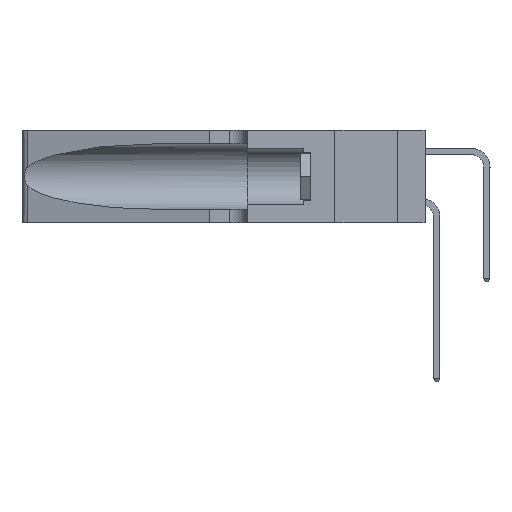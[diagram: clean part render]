
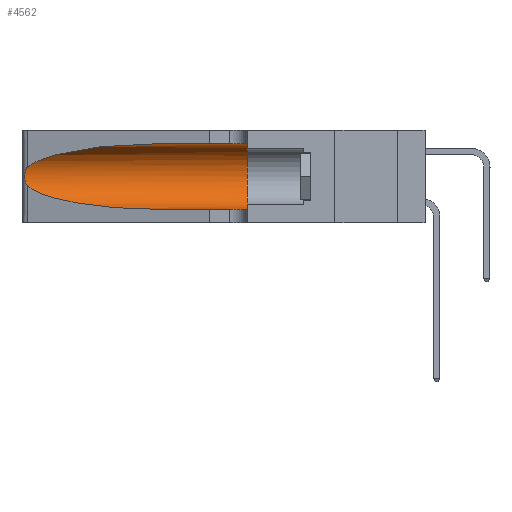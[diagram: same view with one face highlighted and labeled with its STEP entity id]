
A CAD part, left-side view. The second image highlights one B-rep face of the part: STEP entity #4562.
In plain terms, the highlighted cylindrical face has radius 3.308 mm (diameter 6.617 mm), a partial arc.
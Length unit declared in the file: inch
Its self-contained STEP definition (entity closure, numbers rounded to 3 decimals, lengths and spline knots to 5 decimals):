
#68 = CARTESIAN_POINT ( 'NONE',  ( 0.25487, 1.22718, 0.22369 ) ) ;
#74 = CARTESIAN_POINT ( 'NONE',  ( 0.1305, 0.72297, 0.31525 ) ) ;
#428 = EDGE_CURVE ( 'NONE', #19618, #7717, #12362, .T. ) ;
#474 = CARTESIAN_POINT ( 'NONE',  ( 0.2373, 1.15595, 0.28018 ) ) ;
#1171 = EDGE_CURVE ( 'NONE', #19618, #11017, #8248, .T. ) ;
#1211 = CARTESIAN_POINT ( 'NONE',  ( 0.2373, 1.15595, 0.08982 ) ) ;
#1600 = CARTESIAN_POINT ( 'NONE',  ( 0.25787, 1.23484, 0.2124 ) ) ;
#2301 = CARTESIAN_POINT ( 'NONE',  ( 0.18966, 0.96281, 0.31525 ) ) ;
#2434 = AXIS2_PLACEMENT_3D ( 'NONE', #16754, #16823, #6706 ) ;
#2930 = CARTESIAN_POINT ( 'NONE',  ( 0.1305, 0.72297, 0.05475 ) ) ;
#3300 = CARTESIAN_POINT ( 'NONE',  ( 0.26018, 1.23835, 0.19895 ) ) ;
#3382 = EDGE_CURVE ( 'NONE', #7717, #8658, #7793, .T. ) ;
#3434 = CARTESIAN_POINT ( 'NONE',  ( 0.25487, 1.22718, 0.22369 ) ) ;
#3775 =( BOUNDED_CURVE ( )  B_SPLINE_CURVE ( 3, ( #11418, #1211, #13133, #2930 ),
 .UNSPECIFIED., .F., .T. ) 
 B_SPLINE_CURVE_WITH_KNOTS ( ( 4, 4 ),
 ( 3.44316, 4.71239 ),
 .UNSPECIFIED. ) 
 CURVE ( )  GEOMETRIC_REPRESENTATION_ITEM ( )  RATIONAL_B_SPLINE_CURVE ( ( 1., 0.87, 0.87, 1. ) ) 
 REPRESENTATION_ITEM ( '' )  );
#3886 = CARTESIAN_POINT ( 'NONE',  ( 0.1305, 0.35, 0.05475 ) ) ;
#4272 = CARTESIAN_POINT ( 'NONE',  ( 0.25487, 1.22718, 0.14631 ) ) ;
#4562 = ADVANCED_FACE ( 'NONE', ( #7414 ), #10834, .F. ) ;
#4699 = ORIENTED_EDGE ( 'NONE', *, *, #428, .T. ) ;
#4764 = VECTOR ( 'NONE', #8047, 39.37008 ) ;
#5038 = CARTESIAN_POINT ( 'NONE',  ( 0.26075, 1.23896, 0.178 ) ) ;
#5050 = DIRECTION ( 'NONE',  ( 0., 1., 0. ) ) ;
#6317 = CARTESIAN_POINT ( 'NONE',  ( 0.1305, 1.61858, 0.05475 ) ) ;
#6706 = DIRECTION ( 'NONE',  ( 0., 0., -1. ) ) ;
#6792 = CARTESIAN_POINT ( 'NONE',  ( 0.25856, 1.23593, 0.16098 ) ) ;
#7025 = CARTESIAN_POINT ( 'NONE',  ( 0.1305, 0.72297, 0.31525 ) ) ;
#7180 = VECTOR ( 'NONE', #12748, 39.37008 ) ;
#7414 = FACE_OUTER_BOUND ( 'NONE', #8610, .T. ) ;
#7717 = VERTEX_POINT ( 'NONE', #3434 ) ;
#7793 = B_SPLINE_CURVE_WITH_KNOTS ( 'NONE', 3,
 ( #20171, #21844, #11781, #1600, #13497, #3300, #15180, #5038, #16839, #6792, #18545, #8487, #20248, #10185 ),
 .UNSPECIFIED., .F., .F.,
 ( 4, 2, 2, 2, 2, 2, 4 ),
 ( 0., 0.00027, 0.00053, 0.00107, 0.0016, 0.00187, 0.00214 ),
 .UNSPECIFIED. ) ;
#8047 = DIRECTION ( 'NONE',  ( 0., -1., 0. ) ) ;
#8052 = CARTESIAN_POINT ( 'NONE',  ( 0.1305, 0.35, 0.31525 ) ) ;
#8248 = LINE ( 'NONE', #11041, #7180 ) ;
#8487 = CARTESIAN_POINT ( 'NONE',  ( 0.25639, 1.23186, 0.15144 ) ) ;
#8610 = EDGE_LOOP ( 'NONE', ( #4699, #10197, #8932, #8951, #8966, #21042 ) ) ;
#8658 = VERTEX_POINT ( 'NONE', #4272 ) ;
#8932 = ORIENTED_EDGE ( 'NONE', *, *, #12298, .T. ) ;
#8951 = ORIENTED_EDGE ( 'NONE', *, *, #19936, .T. ) ;
#8966 = ORIENTED_EDGE ( 'NONE', *, *, #17652, .F. ) ;
#10185 = CARTESIAN_POINT ( 'NONE',  ( 0.25487, 1.22718, 0.14631 ) ) ;
#10197 = ORIENTED_EDGE ( 'NONE', *, *, #3382, .T. ) ;
#10834 = CYLINDRICAL_SURFACE ( 'NONE', #2434, 0.13025 ) ;
#11017 = VERTEX_POINT ( 'NONE', #8052 ) ;
#11041 = CARTESIAN_POINT ( 'NONE',  ( 0.1305, 1.61858, 0.31525 ) ) ;
#11418 = CARTESIAN_POINT ( 'NONE',  ( 0.25487, 1.22718, 0.14631 ) ) ;
#11781 = CARTESIAN_POINT ( 'NONE',  ( 0.25639, 1.23184, 0.21858 ) ) ;
#12164 = CARTESIAN_POINT ( 'NONE',  ( 0.1305, 0.72297, 0.05475 ) ) ;
#12298 = EDGE_CURVE ( 'NONE', #8658, #20920, #3775, .T. ) ;
#12362 =( BOUNDED_CURVE ( )  B_SPLINE_CURVE ( 3, ( #74, #2301, #474, #68 ),
 .UNSPECIFIED., .F., .T. ) 
 B_SPLINE_CURVE_WITH_KNOTS ( ( 4, 4 ),
 ( 1.5708, 2.84003 ),
 .UNSPECIFIED. ) 
 CURVE ( )  GEOMETRIC_REPRESENTATION_ITEM ( )  RATIONAL_B_SPLINE_CURVE ( ( 1., 0.87, 0.87, 1. ) ) 
 REPRESENTATION_ITEM ( '' )  );
#12580 = VERTEX_POINT ( 'NONE', #3886 ) ;
#12748 = DIRECTION ( 'NONE',  ( 0., -1., 0. ) ) ;
#13133 = CARTESIAN_POINT ( 'NONE',  ( 0.18966, 0.96281, 0.05475 ) ) ;
#13497 = CARTESIAN_POINT ( 'NONE',  ( 0.25854, 1.2359, 0.20912 ) ) ;
#14320 = AXIS2_PLACEMENT_3D ( 'NONE', #15192, #5050, #16848 ) ;
#15180 = CARTESIAN_POINT ( 'NONE',  ( 0.26075, 1.23896, 0.19203 ) ) ;
#15192 = CARTESIAN_POINT ( 'NONE',  ( 0.1305, 0.35, 0.185 ) ) ;
#16754 = CARTESIAN_POINT ( 'NONE',  ( 0.1305, 1.61858, 0.185 ) ) ;
#16823 = DIRECTION ( 'NONE',  ( 0., -1., 0. ) ) ;
#16839 = CARTESIAN_POINT ( 'NONE',  ( 0.26017, 1.23833, 0.17102 ) ) ;
#16848 = DIRECTION ( 'NONE',  ( 0., 0., 1. ) ) ;
#17652 = EDGE_CURVE ( 'NONE', #11017, #12580, #18059, .T. ) ;
#18059 = CIRCLE ( 'NONE', #14320, 0.13025 ) ;
#18258 = LINE ( 'NONE', #6317, #4764 ) ;
#18545 = CARTESIAN_POINT ( 'NONE',  ( 0.25789, 1.23486, 0.15765 ) ) ;
#19618 = VERTEX_POINT ( 'NONE', #7025 ) ;
#19936 = EDGE_CURVE ( 'NONE', #20920, #12580, #18258, .T. ) ;
#20171 = CARTESIAN_POINT ( 'NONE',  ( 0.25487, 1.22718, 0.22369 ) ) ;
#20248 = CARTESIAN_POINT ( 'NONE',  ( 0.25555, 1.22993, 0.14849 ) ) ;
#20920 = VERTEX_POINT ( 'NONE', #12164 ) ;
#21042 = ORIENTED_EDGE ( 'NONE', *, *, #1171, .F. ) ;
#21844 = CARTESIAN_POINT ( 'NONE',  ( 0.25555, 1.22994, 0.2215 ) ) ;
